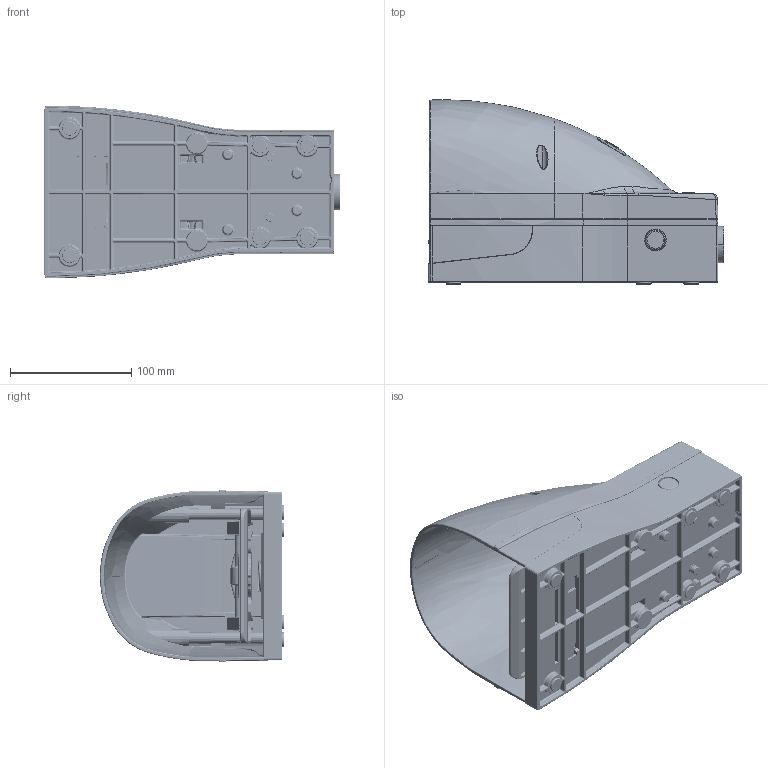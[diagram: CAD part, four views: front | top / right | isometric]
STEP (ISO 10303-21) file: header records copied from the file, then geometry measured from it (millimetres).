
FILE_DESCRIPTION(( 'PED_EEM.STEP' ), '1');
FILE_NAME( 'PED EEM.STEP', '2019-03-04T11:49:07',( 'Sopra'),('sopra-pneumatic.com'), 'SwSTEP 2.0','SolidWorks 2009','' );
FILE_SCHEMA (( 'AUTOMOTIVE_DESIGN' ));
Length unit declared in the file: millimetre
Products named in the file (1): 1_148_4n
Bounding box: 243.9 x 151.85 x 142.41 mm (x, y, z)
Volume: 525658.7 mm3; surface area: 325652.6 mm2
Topology: 4 solids, 4 shells, 4366 faces, 11149 edges, 6697 vertices
Faces by surface type: cylinder 1452, bspline 1150, plane 927, cone 490, sphere 188, torus 159
Entity records: 300379 total; most frequent: CARTESIAN_POINT 198925, ORIENTED_EDGE 21878, DIRECTION 15002, EDGE_CURVE 10939, VERTEX_POINT 6672, AXIS2_PLACEMENT_3D 5806, B_SPLINE_CURVE_WITH_KNOTS 4636, EDGE_LOOP 4483
